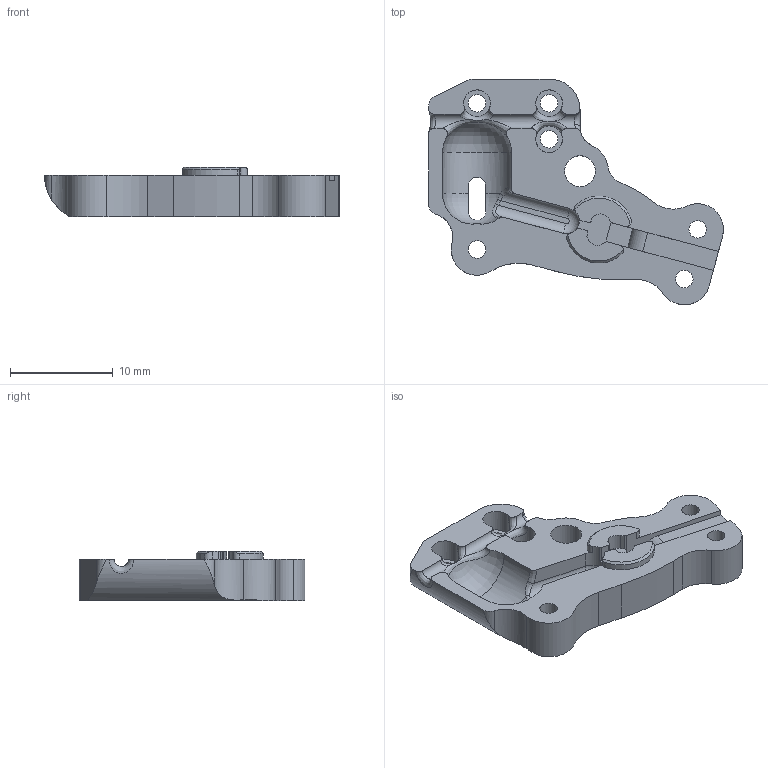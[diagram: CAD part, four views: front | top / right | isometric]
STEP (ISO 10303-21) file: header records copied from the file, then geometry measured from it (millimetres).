
FILE_DESCRIPTION(('CAx-IF Rec.Pracs.---Model Styling and Organization---1.5---2016-08-15','CAx-IF Rec.Pracs.---Geometric and Assembly Validation Properties---4.4---2016-08-17','CAx-IF Rec.Pracs.---User Defined Attributes---1.5---2016-08-15','CAx-IF Rec.Pracs.---External References---2.1---2005-01-19'),'2;1');
FILE_NAME('LS_Gehäuse_T1.stp','2022-08-11T13:36:33',('Unspecified'),('Unspecified'),'CAD Exchanger 3.12.0 (cadexchanger.com)','Unspecified','');
FILE_SCHEMA(('AUTOMOTIVE_DESIGN { 1 0 10303 214 1 1 1 1 }'));
Length unit declared in the file: millimetre
Products named in the file (1): LS_Gehäuse_T1
Bounding box: 28.62 x 21.92 x 4.78 mm (x, y, z)
Volume: 1115.7 mm3; surface area: 1410.4 mm2
Topology: 1 solids, 1 shells, 146 faces, 415 edges, 275 vertices
Faces by surface type: plane 75, cylinder 52, bspline 13, torus 4, cone 2
Full cylindrical faces by diameter (mm): 1.7 x6, 2.6 x3, 3 x1
Entity records: 17379 total; most frequent: CARTESIAN_POINT 8048, DIRECTION 1483, LINE 845, VECTOR 845, ORIENTED_EDGE 830, PCURVE 830, DEFINITIONAL_REPRESENTATION 830, EDGE_CURVE 415
